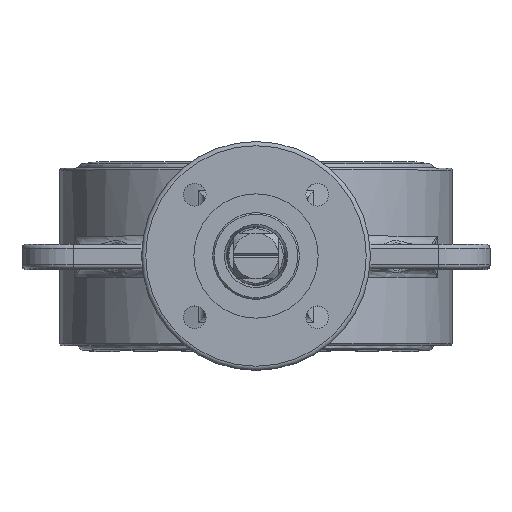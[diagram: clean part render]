
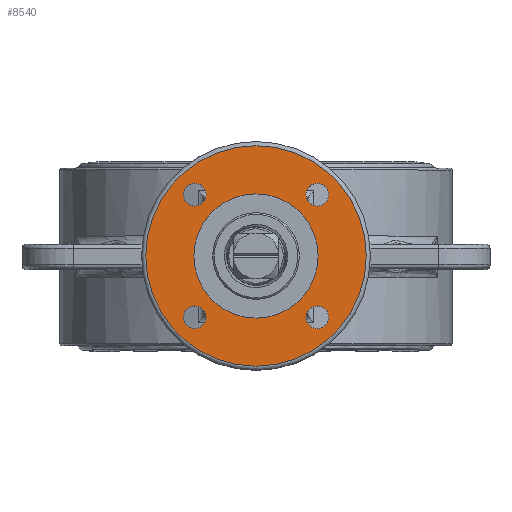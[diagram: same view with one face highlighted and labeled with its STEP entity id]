
A CAD part, top view. The second image highlights one B-rep face of the part: STEP entity #8540.
In plain terms, the highlighted planar face has unit normal (0, 0, 1).
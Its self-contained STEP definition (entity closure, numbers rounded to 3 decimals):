
#8434=CARTESIAN_POINT('',(26.7,0.,126.0));
#8435=VERTEX_POINT('',#8434);
#8436=CARTESIAN_POINT('',(0.,0.,126.0));
#8437=DIRECTION('',(0.0,0.0,-1.0));
#8438=DIRECTION('',(-1.0,0.0,0.0));
#8439=AXIS2_PLACEMENT_3D('',#8436,#8437,#8438);
#8440=CIRCLE('',#8439,26.7);
#8441=EDGE_CURVE('',#8435,#8435,#8440,.T.);
#8477=CARTESIAN_POINT('',(0.,0.,126.0));
#8478=DIRECTION('',(0.0,0.0,-1.0));
#8479=DIRECTION('',(-1.0,0.0,0.0));
#8480=AXIS2_PLACEMENT_3D('',#8477,#8478,#8479);
#8481=PLANE('',#8480);
#8482=ORIENTED_EDGE('',*,*,#8441,.F.);
#8483=EDGE_LOOP('',(#8482));
#8484=FACE_OUTER_BOUND('',#8483,.T.);
#8485=CARTESIAN_POINT('',(17.599,14.849,126.0));
#8486=VERTEX_POINT('',#8485);
#8487=CARTESIAN_POINT('',(14.849,14.849,126.0));
#8488=DIRECTION('',(0.0,0.0,-1.0));
#8489=DIRECTION('',(1.0,0.0,0.0));
#8490=AXIS2_PLACEMENT_3D('',#8487,#8488,#8489);
#8491=CIRCLE('',#8490,2.75);
#8492=EDGE_CURVE('',#8486,#8486,#8491,.T.);
#8493=ORIENTED_EDGE('',*,*,#8492,.T.);
#8494=EDGE_LOOP('',(#8493));
#8495=FACE_BOUND('',#8494,.T.);
#8496=CARTESIAN_POINT('',(14.849,-17.599,126.0));
#8497=VERTEX_POINT('',#8496);
#8498=CARTESIAN_POINT('',(14.849,-14.849,126.0));
#8499=DIRECTION('',(0.0,0.0,-1.0));
#8500=DIRECTION('',(0.0,-1.0,0.0));
#8501=AXIS2_PLACEMENT_3D('',#8498,#8499,#8500);
#8502=CIRCLE('',#8501,2.75);
#8503=EDGE_CURVE('',#8497,#8497,#8502,.T.);
#8504=ORIENTED_EDGE('',*,*,#8503,.T.);
#8505=EDGE_LOOP('',(#8504));
#8506=FACE_BOUND('',#8505,.T.);
#8507=CARTESIAN_POINT('',(-14.849,17.599,126.0));
#8508=VERTEX_POINT('',#8507);
#8509=CARTESIAN_POINT('',(-14.849,14.849,126.0));
#8510=DIRECTION('',(0.0,0.0,-1.0));
#8511=DIRECTION('',(0.0,1.0,0.0));
#8512=AXIS2_PLACEMENT_3D('',#8509,#8510,#8511);
#8513=CIRCLE('',#8512,2.75);
#8514=EDGE_CURVE('',#8508,#8508,#8513,.T.);
#8515=ORIENTED_EDGE('',*,*,#8514,.T.);
#8516=EDGE_LOOP('',(#8515));
#8517=FACE_BOUND('',#8516,.T.);
#8518=CARTESIAN_POINT('',(-17.599,-14.849,126.0));
#8519=VERTEX_POINT('',#8518);
#8520=CARTESIAN_POINT('',(-14.849,-14.849,126.0));
#8521=DIRECTION('',(0.0,0.0,-1.0));
#8522=DIRECTION('',(-1.0,0.0,0.0));
#8523=AXIS2_PLACEMENT_3D('',#8520,#8521,#8522);
#8524=CIRCLE('',#8523,2.75);
#8525=EDGE_CURVE('',#8519,#8519,#8524,.T.);
#8526=ORIENTED_EDGE('',*,*,#8525,.T.);
#8527=EDGE_LOOP('',(#8526));
#8528=FACE_BOUND('',#8527,.T.);
#8529=CARTESIAN_POINT('',(15.05,0.,126.0));
#8530=VERTEX_POINT('',#8529);
#8531=CARTESIAN_POINT('',(0.,0.,126.0));
#8532=DIRECTION('',(0.0,0.0,-1.0));
#8533=DIRECTION('',(1.0,0.0,0.0));
#8534=AXIS2_PLACEMENT_3D('',#8531,#8532,#8533);
#8535=CIRCLE('',#8534,15.05);
#8536=EDGE_CURVE('',#8530,#8530,#8535,.T.);
#8537=ORIENTED_EDGE('',*,*,#8536,.T.);
#8538=EDGE_LOOP('',(#8537));
#8539=FACE_BOUND('',#8538,.T.);
#8540=ADVANCED_FACE('',(#8484,#8495,#8506,#8517,#8528,#8539),#8481,.F.);
